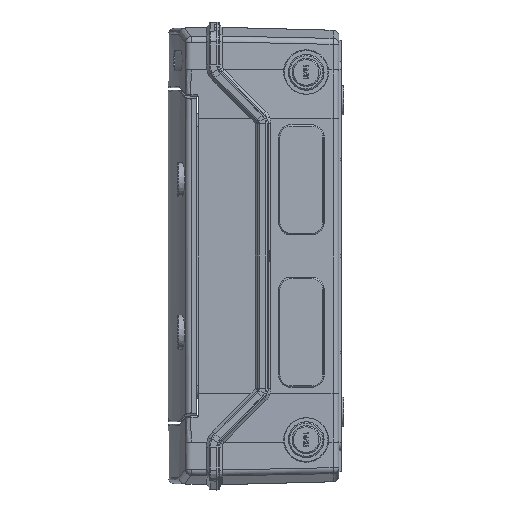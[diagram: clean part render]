
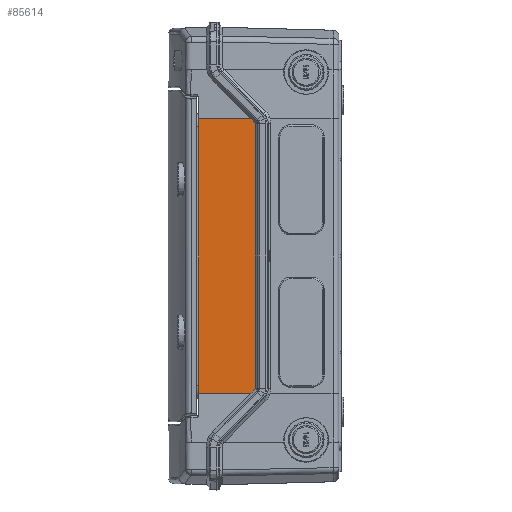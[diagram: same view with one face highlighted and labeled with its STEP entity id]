
A CAD part, left-side view. The second image highlights one B-rep face of the part: STEP entity #85614.
In plain terms, the highlighted planar face has unit normal (-1, 0.026, 0).
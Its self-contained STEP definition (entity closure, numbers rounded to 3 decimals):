
#146 = CARTESIAN_POINT ( 'NONE',  ( -154.773, 68.671, 108.963 ) ) ;
#1400 = CARTESIAN_POINT ( 'NONE',  ( -154.768, 68.85, 109.262 ) ) ;
#1785 = CARTESIAN_POINT ( 'NONE',  ( -154.776, 68.566, -108.642 ) ) ;
#3899 = CARTESIAN_POINT ( 'NONE',  ( -154.773, 68.652, 108.92 ) ) ;
#4367 = VERTEX_POINT ( 'NONE', #13232 ) ;
#5252 = DIRECTION ( 'NONE',  ( -0.019, -0.72, 0.694 ) ) ;
#5852 = B_SPLINE_CURVE_WITH_KNOTS ( 'NONE', 3,
 ( #75348, #84803, #39215, #132650 ),
 .UNSPECIFIED., .F., .F.,
 ( 4, 4 ),
 ( 0., 0.001 ),
 .UNSPECIFIED. ) ;
#12782 = CARTESIAN_POINT ( 'NONE',  ( -154.773, 68.671, -108.963 ) ) ;
#13232 = CARTESIAN_POINT ( 'NONE',  ( -153.56, 115., 112.519 ) ) ;
#14728 = CARTESIAN_POINT ( 'NONE',  ( -154.773, 68.671, 108.963 ) ) ;
#15183 = DIRECTION ( 'NONE',  ( -1., 0.026, 0. ) ) ;
#17127 = CARTESIAN_POINT ( 'NONE',  ( -154.999, 60.026, 112.5 ) ) ;
#20267 = CARTESIAN_POINT ( 'NONE',  ( -154.776, 68.54, 187.5 ) ) ;
#23180 = ORIENTED_EDGE ( 'NONE', *, *, #46677, .T. ) ;
#23913 = ORIENTED_EDGE ( 'NONE', *, *, #152182, .T. ) ;
#24047 = CARTESIAN_POINT ( 'NONE',  ( -153.865, 103.334, 142.469 ) ) ;
#25032 = VECTOR ( 'NONE', #37343, 1000. ) ;
#25321 = CARTESIAN_POINT ( 'NONE',  ( -154.776, 68.54, -108.394 ) ) ;
#26087 = CARTESIAN_POINT ( 'NONE',  ( -154.776, 68.544, -108.498 ) ) ;
#27433 = CARTESIAN_POINT ( 'NONE',  ( -154.776, 68.566, 108.642 ) ) ;
#27789 = VERTEX_POINT ( 'NONE', #32304 ) ;
#28785 = LINE ( 'NONE', #136300, #145744 ) ;
#28873 = LINE ( 'NONE', #17127, #91205 ) ;
#31924 = EDGE_CURVE ( 'NONE', #4367, #87465, #28873, .T. ) ;
#32040 = DIRECTION ( 'NONE',  ( 0., 0., 1. ) ) ;
#32304 = CARTESIAN_POINT ( 'NONE',  ( -153.56, 115., -112.519 ) ) ;
#37343 = DIRECTION ( 'NONE',  ( 0.019, 0.72, 0.694 ) ) ;
#38471 = ORIENTED_EDGE ( 'NONE', *, *, #78525, .T. ) ;
#39215 = CARTESIAN_POINT ( 'NONE',  ( -154.771, 68.747, -109.119 ) ) ;
#40166 = CARTESIAN_POINT ( 'NONE',  ( -154.776, 68.54, -108.358 ) ) ;
#43262 = VERTEX_POINT ( 'NONE', #105887 ) ;
#45295 = LINE ( 'NONE', #20267, #71391 ) ;
#46677 = EDGE_CURVE ( 'NONE', #71351, #134459, #94075, .T. ) ;
#47425 = CARTESIAN_POINT ( 'NONE',  ( -154.68, 72.217, -112.504 ) ) ;
#48763 = EDGE_CURVE ( 'NONE', #59868, #146498, #147688, .T. ) ;
#49226 = CARTESIAN_POINT ( 'NONE',  ( -154.771, 68.747, 109.119 ) ) ;
#53178 = DIRECTION ( 'NONE',  ( -0.026, -1., 0. ) ) ;
#53855 = VECTOR ( 'NONE', #92993, 1000. ) ;
#59625 = ORIENTED_EDGE ( 'NONE', *, *, #48763, .T. ) ;
#59868 = VERTEX_POINT ( 'NONE', #88912 ) ;
#60218 = CARTESIAN_POINT ( 'NONE',  ( -159.712, -119.938, -112.438 ) ) ;
#60619 = CARTESIAN_POINT ( 'NONE',  ( -154.775, 68.601, -108.791 ) ) ;
#63249 = CARTESIAN_POINT ( 'NONE',  ( -154.773, 68.671, -108.963 ) ) ;
#67513 = EDGE_LOOP ( 'NONE', ( #23180, #142763, #59625, #38471, #120216, #150988, #115576, #145972, #23913, #82661 ) ) ;
#68062 = EDGE_CURVE ( 'NONE', #43262, #71351, #5852, .T. ) ;
#71351 = VERTEX_POINT ( 'NONE', #63249 ) ;
#71391 = VECTOR ( 'NONE', #32040, 1000. ) ;
#71497 = EDGE_CURVE ( 'NONE', #4367, #27789, #153430, .T. ) ;
#72031 = B_SPLINE_CURVE_WITH_KNOTS ( 'NONE', 3,
 ( #14728, #49226, #1400, #72065 ),
 .UNSPECIFIED., .F., .F.,
 ( 4, 4 ),
 ( 0., 0.001 ),
 .UNSPECIFIED. ) ;
#72065 = CARTESIAN_POINT ( 'NONE',  ( -154.765, 68.975, 109.382 ) ) ;
#74833 = FACE_OUTER_BOUND ( 'NONE', #67513, .T. ) ;
#75348 = CARTESIAN_POINT ( 'NONE',  ( -154.765, 68.975, -109.382 ) ) ;
#76101 = CARTESIAN_POINT ( 'NONE',  ( -154.773, 68.671, 108.963 ) ) ;
#78525 = EDGE_CURVE ( 'NONE', #146498, #116261, #72031, .T. ) ;
#82661 = ORIENTED_EDGE ( 'NONE', *, *, #68062, .T. ) ;
#84803 = CARTESIAN_POINT ( 'NONE',  ( -154.768, 68.85, -109.262 ) ) ;
#85049 = DIRECTION ( 'NONE',  ( -0.026, -1., 0. ) ) ;
#85614 = ADVANCED_FACE ( 'NONE', ( #74833 ), #87368, .T. ) ;
#87368 = PLANE ( 'NONE',  #108701 ) ;
#87465 = VERTEX_POINT ( 'NONE', #148485 ) ;
#88912 = CARTESIAN_POINT ( 'NONE',  ( -154.776, 68.54, 108.358 ) ) ;
#90170 = CARTESIAN_POINT ( 'NONE',  ( -154.776, 68.54, 108.395 ) ) ;
#91205 = VECTOR ( 'NONE', #53178, 1000. ) ;
#91461 = EDGE_CURVE ( 'NONE', #27789, #115550, #97130, .T. ) ;
#92993 = DIRECTION ( 'NONE',  ( 0., 0., -1. ) ) ;
#94075 = B_SPLINE_CURVE_WITH_KNOTS ( 'NONE', 3,
 ( #12782, #111626, #60619, #1785, #26087, #25321, #40166 ),
 .UNSPECIFIED., .F., .F.,
 ( 4, 1, 1, 1, 4 ),
 ( 0., 0., 0., 0., 0.001 ),
 .UNSPECIFIED. ) ;
#96823 = CARTESIAN_POINT ( 'NONE',  ( -155., 60., 187.5 ) ) ;
#97130 = LINE ( 'NONE', #60218, #116991 ) ;
#100400 = CARTESIAN_POINT ( 'NONE',  ( -154.775, 68.601, 108.791 ) ) ;
#102720 = CARTESIAN_POINT ( 'NONE',  ( -154.776, 68.54, 108.358 ) ) ;
#103689 = EDGE_CURVE ( 'NONE', #134459, #59868, #45295, .T. ) ;
#105887 = CARTESIAN_POINT ( 'NONE',  ( -154.765, 68.975, -109.382 ) ) ;
#108701 = AXIS2_PLACEMENT_3D ( 'NONE', #96823, #15183, #85049 ) ;
#111626 = CARTESIAN_POINT ( 'NONE',  ( -154.773, 68.652, -108.92 ) ) ;
#113598 = EDGE_CURVE ( 'NONE', #116261, #87465, #119022, .T. ) ;
#115550 = VERTEX_POINT ( 'NONE', #47425 ) ;
#115576 = ORIENTED_EDGE ( 'NONE', *, *, #71497, .T. ) ;
#116261 = VERTEX_POINT ( 'NONE', #153841 ) ;
#116991 = VECTOR ( 'NONE', #133976, 1000. ) ;
#119022 = LINE ( 'NONE', #24047, #25032 ) ;
#120216 = ORIENTED_EDGE ( 'NONE', *, *, #113598, .T. ) ;
#124764 = CARTESIAN_POINT ( 'NONE',  ( -154.776, 68.54, -108.358 ) ) ;
#132650 = CARTESIAN_POINT ( 'NONE',  ( -154.773, 68.671, -108.963 ) ) ;
#133976 = DIRECTION ( 'NONE',  ( -0.026, -1., 0. ) ) ;
#134459 = VERTEX_POINT ( 'NONE', #124764 ) ;
#136300 = CARTESIAN_POINT ( 'NONE',  ( -158.77, -83.966, 37.895 ) ) ;
#142763 = ORIENTED_EDGE ( 'NONE', *, *, #103689, .T. ) ;
#145744 = VECTOR ( 'NONE', #5252, 1000. ) ;
#145972 = ORIENTED_EDGE ( 'NONE', *, *, #91461, .T. ) ;
#146498 = VERTEX_POINT ( 'NONE', #146 ) ;
#147688 = B_SPLINE_CURVE_WITH_KNOTS ( 'NONE', 3,
 ( #102720, #90170, #150595, #27433, #100400, #3899, #76101 ),
 .UNSPECIFIED., .F., .F.,
 ( 4, 1, 1, 1, 4 ),
 ( 0., 0., 0., 0., 0.001 ),
 .UNSPECIFIED. ) ;
#148485 = CARTESIAN_POINT ( 'NONE',  ( -154.68, 72.217, 112.504 ) ) ;
#150595 = CARTESIAN_POINT ( 'NONE',  ( -154.776, 68.544, 108.498 ) ) ;
#150988 = ORIENTED_EDGE ( 'NONE', *, *, #31924, .F. ) ;
#152182 = EDGE_CURVE ( 'NONE', #115550, #43262, #28785, .T. ) ;
#152665 = CARTESIAN_POINT ( 'NONE',  ( -153.56, 115., 187.5 ) ) ;
#153430 = LINE ( 'NONE', #152665, #53855 ) ;
#153841 = CARTESIAN_POINT ( 'NONE',  ( -154.765, 68.975, 109.382 ) ) ;
